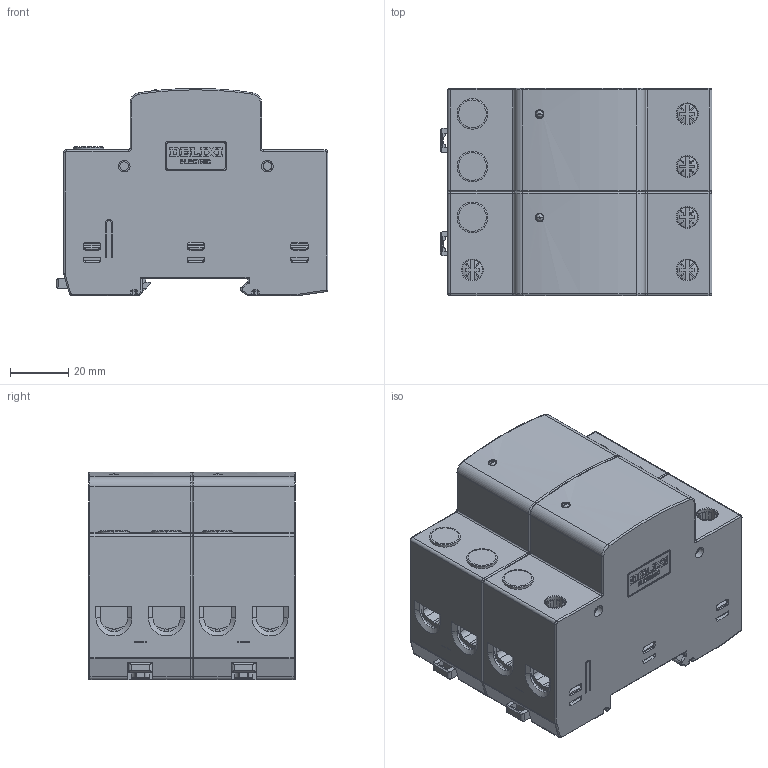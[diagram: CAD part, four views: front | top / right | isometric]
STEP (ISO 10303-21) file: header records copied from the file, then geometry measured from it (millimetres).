
FILE_DESCRIPTION((''),'2;1');
FILE_NAME('236-SHIMO-2P','2025-06-25T',('weiren.liu'),(''),'PRO/ENGINEER BY PARAMETRIC TECHNOLOGY CORPORATION, 2017170','PRO/ENGINEER BY PARAMETRIC TECHNOLOGY CORPORATION, 2017170','');
FILE_SCHEMA(('CONFIG_CONTROL_DESIGN'));
Products named in the file (1): 236-SHIMO-2P
Bounding box: 93 x 70.8 x 70.9 mm (x, y, z)
Volume: 108993.3 mm3; surface area: 123165.9 mm2
Topology: 1 solids, 15 shells, 5327 faces, 15003 edges, 9700 vertices
Faces by surface type: plane 4057, cylinder 964, torus 172, cone 70, bspline 44, sphere 20
Entity records: 173765 total; most frequent: CARTESIAN_POINT 34575, ORIENTED_EDGE 29998, DIRECTION 27993, EDGE_CURVE 14999, VECTOR 11517, LINE 11517, VERTEX_POINT 9700, AXIS2_PLACEMENT_3D 8238
